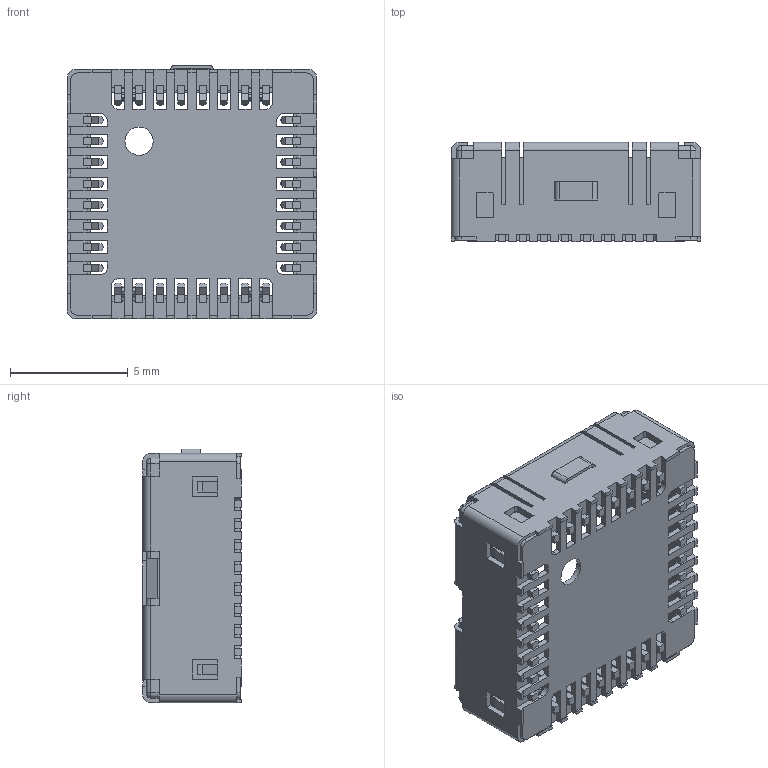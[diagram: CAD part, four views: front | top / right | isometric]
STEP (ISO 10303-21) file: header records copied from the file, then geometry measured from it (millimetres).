
FILE_DESCRIPTION(('FreeCAD Model'),'2;1');
FILE_NAME('Molex_Lepton_105028-1001.STEP','2017-09-11T17:19:10',('') ,(''),'Open CASCADE STEP processor 6.8','FreeCAD','Unknown');
FILE_SCHEMA(('AUTOMOTIVE_DESIGN_CC2 { 1 2 10303 214 -1 1 5 4 }'));
Length unit declared in the file: millimetre
Products named in the file (3): ASSEMBLY; SOLID; COMPOUND
Assembly tree (2 placements, depth 2):
  ASSEMBLY
    SOLID
    COMPOUND
Bounding box: 10.6 x 4.2 x 10.78 mm (x, y, z)
Volume: 146.3 mm3; surface area: 641.3 mm2
Topology: 1 solids, 1 shells, 1132 faces, 3751 edges, 2836 vertices
Faces by surface type: plane 851, cylinder 277, bspline 4
Entity records: 43699 total; most frequent: CARTESIAN_POINT 8838, ORIENTED_EDGE 6956, DIRECTION 6127, EDGE_CURVE 3478, LINE 3189, VECTOR 3189, VERTEX_POINT 2290, AXIS2_PLACEMENT_3D 1469
